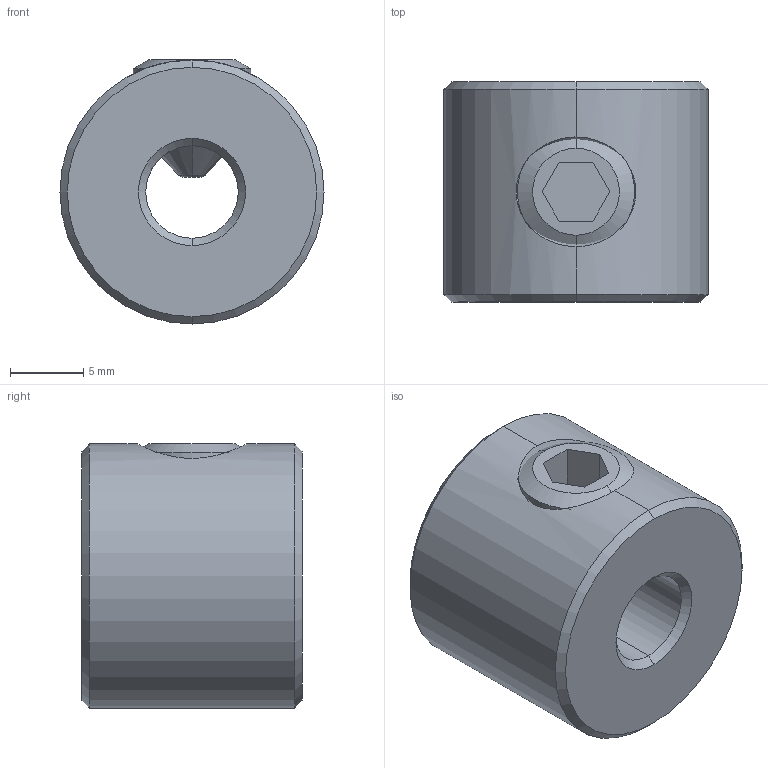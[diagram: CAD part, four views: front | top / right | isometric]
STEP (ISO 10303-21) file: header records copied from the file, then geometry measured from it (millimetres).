
FILE_DESCRIPTION (( 'STEP AP203' ), '1' );
FILE_NAME ('100061006.step', '2018-07-19T08:02:14', ( '' ), ( '' ), 'SwSTEP 2.0', 'SolidWorks 2015', '' );
FILE_SCHEMA (( 'CONFIG_CONTROL_DESIGN' ));
Length unit declared in the file: millimetre
Products named in the file (3): 100061006; 10006100X Teil1_100061006 Teil1; DIN914_DIN 914 M8x8
Assembly tree (2 placements, depth 2):
  100061006
    10006100X Teil1_100061006 Teil1
    DIN914_DIN 914 M8x8
Bounding box: 18 x 15 x 18 mm (x, y, z)
Volume: 3353.6 mm3; surface area: 1873.5 mm2
Topology: 2 solids, 2 shells, 250 faces, 642 edges, 422 vertices
Faces by surface type: bspline 113, plane 110, cone 15, cylinder 8, torus 4
Entity records: 16228 total; most frequent: CARTESIAN_POINT 10611, ORIENTED_EDGE 1284, DIRECTION 724, EDGE_CURVE 642, VERTEX_POINT 422, LINE 368, VECTOR 368, EDGE_LOOP 280
